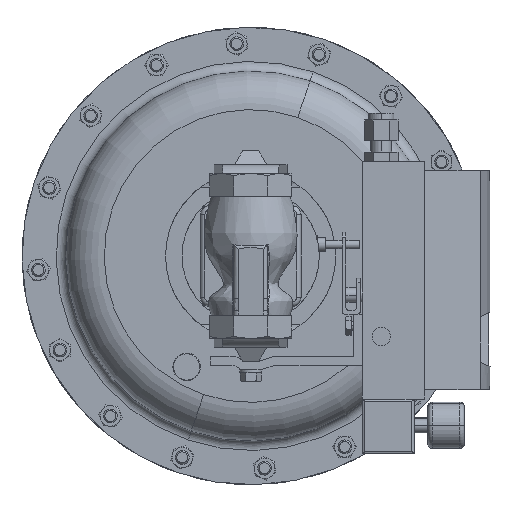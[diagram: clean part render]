
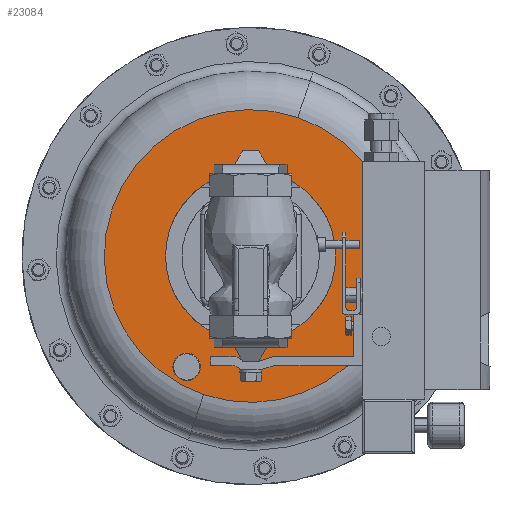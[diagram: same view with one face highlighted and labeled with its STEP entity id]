
A CAD part, front view. The second image highlights one B-rep face of the part: STEP entity #23084.
In plain terms, the highlighted planar face has unit normal (0, -1, 0).
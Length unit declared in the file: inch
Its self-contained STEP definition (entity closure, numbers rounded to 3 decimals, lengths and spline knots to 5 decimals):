
#180 = CARTESIAN_POINT ( 'NONE',  ( -2.325, 7.835, -2.25 ) ) ;
#525 = CARTESIAN_POINT ( 'NONE',  ( -1.28576, 7.835, -6.03772 ) ) ;
#1032 = AXIS2_PLACEMENT_3D ( 'NONE', #13996, #35949, #17138 ) ;
#1183 = CARTESIAN_POINT ( 'NONE',  ( 0., 7.835, -2.25 ) ) ;
#2419 = VERTEX_POINT ( 'NONE', #36665 ) ;
#2690 = DIRECTION ( 'NONE',  ( -0.321, 0., -0.947 ) ) ;
#3810 = CARTESIAN_POINT ( 'NONE',  ( 0., 7.835, -2.25 ) ) ;
#3970 = VERTEX_POINT ( 'NONE', #29336 ) ;
#4358 = DIRECTION ( 'NONE',  ( -0.321, 0., -0.947 ) ) ;
#4542 = EDGE_LOOP ( 'NONE', ( #24377, #22019 ) ) ;
#5229 = EDGE_CURVE ( 'NONE', #9373, #3970, #22743, .T. ) ;
#6494 = EDGE_LOOP ( 'NONE', ( #13349, #10690 ) ) ;
#6959 = DIRECTION ( 'NONE',  ( 0., 0., -1. ) ) ;
#7529 = FACE_BOUND ( 'NONE', #4542, .T. ) ;
#7980 = EDGE_CURVE ( 'NONE', #16640, #23852, #12278, .T. ) ;
#9373 = VERTEX_POINT ( 'NONE', #24088 ) ;
#10246 = EDGE_CURVE ( 'NONE', #23852, #16640, #40582, .T. ) ;
#10690 = ORIENTED_EDGE ( 'NONE', *, *, #25612, .F. ) ;
#11259 = CIRCLE ( 'NONE', #30869, 4. ) ;
#12142 = AXIS2_PLACEMENT_3D ( 'NONE', #31824, #13004, #34964 ) ;
#12278 = CIRCLE ( 'NONE', #38120, 2.325 ) ;
#12387 = CIRCLE ( 'NONE', #18100, 0.375 ) ;
#12854 = EDGE_LOOP ( 'NONE', ( #32492, #39152 ) ) ;
#12879 = CIRCLE ( 'NONE', #26518, 4. ) ;
#13004 = DIRECTION ( 'NONE',  ( 0., -1., 0. ) ) ;
#13349 = ORIENTED_EDGE ( 'NONE', *, *, #36541, .F. ) ;
#13996 = CARTESIAN_POINT ( 'NONE',  ( -1.75, 7.835, -5.28109 ) ) ;
#14103 = CARTESIAN_POINT ( 'NONE',  ( -3.78772, 7.835, -0.96424 ) ) ;
#15835 = FACE_OUTER_BOUND ( 'NONE', #6494, .T. ) ;
#16640 = VERTEX_POINT ( 'NONE', #27745 ) ;
#16987 = CARTESIAN_POINT ( 'NONE',  ( 0., 7.835, -2.25 ) ) ;
#17138 = DIRECTION ( 'NONE',  ( -0.321, 0., -0.947 ) ) ;
#17249 = DIRECTION ( 'NONE',  ( 0., -1., 0. ) ) ;
#18100 = AXIS2_PLACEMENT_3D ( 'NONE', #40190, #21432, #2690 ) ;
#20131 = DIRECTION ( 'NONE',  ( -0.321, 0., -0.947 ) ) ;
#21432 = DIRECTION ( 'NONE',  ( 0., 1., 0. ) ) ;
#21793 = EDGE_CURVE ( 'NONE', #3970, #9373, #12387, .T. ) ;
#22019 = ORIENTED_EDGE ( 'NONE', *, *, #5229, .T. ) ;
#22743 = CIRCLE ( 'NONE', #1032, 0.375 ) ;
#23084 = ADVANCED_FACE ( 'NONE', ( #26161, #15835, #7529 ), #26565, .T. ) ;
#23115 = DIRECTION ( 'NONE',  ( 0., 1., 0. ) ) ;
#23852 = VERTEX_POINT ( 'NONE', #180 ) ;
#24088 = CARTESIAN_POINT ( 'NONE',  ( -1.62946, 7.835, -4.92599 ) ) ;
#24377 = ORIENTED_EDGE ( 'NONE', *, *, #21793, .T. ) ;
#25612 = EDGE_CURVE ( 'NONE', #2419, #28327, #11259, .T. ) ;
#25719 = DIRECTION ( 'NONE',  ( 0., -1., 0. ) ) ;
#26161 = FACE_BOUND ( 'NONE', #12854, .T. ) ;
#26518 = AXIS2_PLACEMENT_3D ( 'NONE', #1183, #23115, #4358 ) ;
#26565 = PLANE ( 'NONE',  #29728 ) ;
#27745 = CARTESIAN_POINT ( 'NONE',  ( 2.325, 7.835, -2.25 ) ) ;
#28327 = VERTEX_POINT ( 'NONE', #525 ) ;
#29336 = CARTESIAN_POINT ( 'NONE',  ( -1.87054, 7.835, -5.63619 ) ) ;
#29728 = AXIS2_PLACEMENT_3D ( 'NONE', #14103, #17249, #39137 ) ;
#30869 = AXIS2_PLACEMENT_3D ( 'NONE', #16987, #38901, #20131 ) ;
#31824 = CARTESIAN_POINT ( 'NONE',  ( 0., 7.835, -2.25 ) ) ;
#32492 = ORIENTED_EDGE ( 'NONE', *, *, #10246, .F. ) ;
#34964 = DIRECTION ( 'NONE',  ( 0., 0., -1. ) ) ;
#35949 = DIRECTION ( 'NONE',  ( 0., 1., 0. ) ) ;
#36541 = EDGE_CURVE ( 'NONE', #28327, #2419, #12879, .T. ) ;
#36665 = CARTESIAN_POINT ( 'NONE',  ( 1.28576, 7.835, 1.53772 ) ) ;
#38120 = AXIS2_PLACEMENT_3D ( 'NONE', #3810, #25719, #6959 ) ;
#38901 = DIRECTION ( 'NONE',  ( 0., 1., 0. ) ) ;
#39137 = DIRECTION ( 'NONE',  ( 0.321, 0., 0.947 ) ) ;
#39152 = ORIENTED_EDGE ( 'NONE', *, *, #7980, .F. ) ;
#40190 = CARTESIAN_POINT ( 'NONE',  ( -1.75, 7.835, -5.28109 ) ) ;
#40582 = CIRCLE ( 'NONE', #12142, 2.325 ) ;
